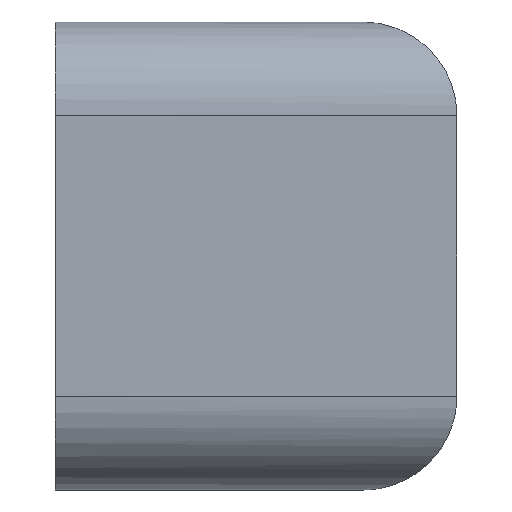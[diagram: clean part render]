
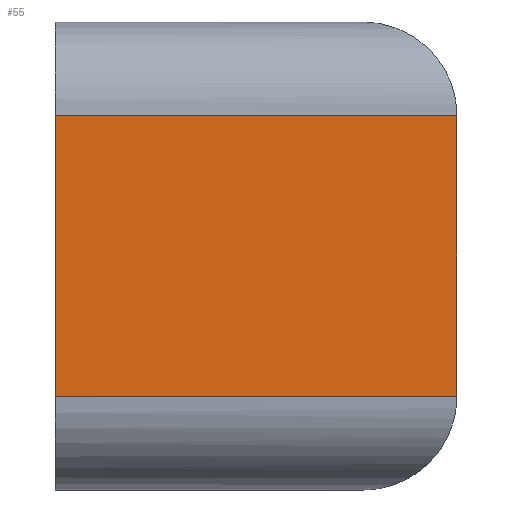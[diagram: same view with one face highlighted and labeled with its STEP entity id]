
A CAD part, front view. The second image highlights one B-rep face of the part: STEP entity #55.
In plain terms, the highlighted planar face has unit normal (0, -1, 0).
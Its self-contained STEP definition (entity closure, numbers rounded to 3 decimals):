
#7 = DIRECTION ( 'NONE',  ( -1., 0., 0. ) ) ;
#22 = VECTOR ( 'NONE', #285, 1000. ) ;
#29 = VECTOR ( 'NONE', #44, 1000. ) ;
#44 = DIRECTION ( 'NONE',  ( 0., 0., -1. ) ) ;
#55 = ADVANCED_FACE ( 'NONE', ( #384 ), #183, .F. ) ;
#81 = CARTESIAN_POINT ( 'NONE',  ( 34.343, -20., -20.001 ) ) ;
#102 = ORIENTED_EDGE ( 'NONE', *, *, #571, .T. ) ;
#104 = LINE ( 'NONE', #81, #29 ) ;
#128 = CARTESIAN_POINT ( 'NONE',  ( 34.343, -20., 12. ) ) ;
#135 = CARTESIAN_POINT ( 'NONE',  ( 40., -20., 12. ) ) ;
#159 = EDGE_CURVE ( 'NONE', #349, #293, #231, .T. ) ;
#162 = CARTESIAN_POINT ( 'NONE',  ( 0., -20., -12. ) ) ;
#176 = AXIS2_PLACEMENT_3D ( 'NONE', #135, #379, #331 ) ;
#178 = EDGE_LOOP ( 'NONE', ( #436, #216, #102, #199 ) ) ;
#183 = PLANE ( 'NONE',  #176 ) ;
#199 = ORIENTED_EDGE ( 'NONE', *, *, #431, .T. ) ;
#205 = LINE ( 'NONE', #396, #505 ) ;
#216 = ORIENTED_EDGE ( 'NONE', *, *, #462, .F. ) ;
#220 = DIRECTION ( 'NONE',  ( 0., 0., -1. ) ) ;
#231 = LINE ( 'NONE', #553, #22 ) ;
#285 = DIRECTION ( 'NONE',  ( -1., 0., 0. ) ) ;
#293 = VERTEX_POINT ( 'NONE', #162 ) ;
#314 = CARTESIAN_POINT ( 'NONE',  ( 0., -20., 12. ) ) ;
#331 = DIRECTION ( 'NONE',  ( 0., 0., 1. ) ) ;
#349 = VERTEX_POINT ( 'NONE', #525 ) ;
#379 = DIRECTION ( 'NONE',  ( 0., 1., 0. ) ) ;
#384 = FACE_OUTER_BOUND ( 'NONE', #178, .T. ) ;
#396 = CARTESIAN_POINT ( 'NONE',  ( 0., -20., 12. ) ) ;
#431 = EDGE_CURVE ( 'NONE', #502, #293, #205, .T. ) ;
#436 = ORIENTED_EDGE ( 'NONE', *, *, #159, .F. ) ;
#462 = EDGE_CURVE ( 'NONE', #552, #349, #104, .T. ) ;
#502 = VERTEX_POINT ( 'NONE', #314 ) ;
#505 = VECTOR ( 'NONE', #220, 1000. ) ;
#525 = CARTESIAN_POINT ( 'NONE',  ( 34.343, -20., -12. ) ) ;
#547 = VECTOR ( 'NONE', #7, 1000. ) ;
#552 = VERTEX_POINT ( 'NONE', #128 ) ;
#553 = CARTESIAN_POINT ( 'NONE',  ( 40., -20., -12. ) ) ;
#566 = LINE ( 'NONE', #578, #547 ) ;
#571 = EDGE_CURVE ( 'NONE', #552, #502, #566, .T. ) ;
#578 = CARTESIAN_POINT ( 'NONE',  ( 40., -20., 12. ) ) ;
